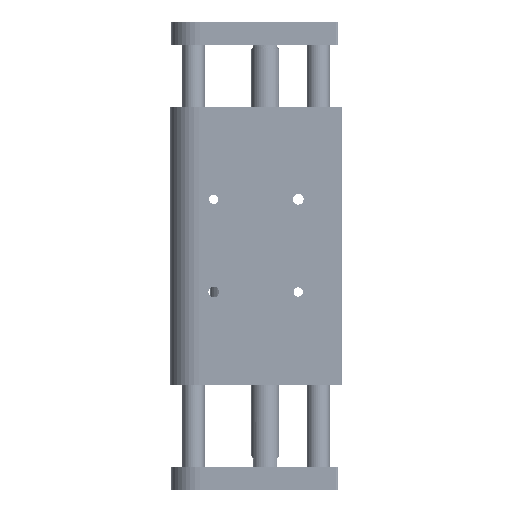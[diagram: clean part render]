
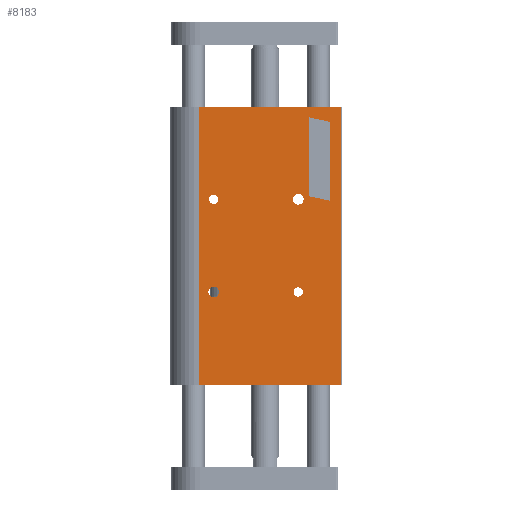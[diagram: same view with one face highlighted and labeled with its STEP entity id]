
A CAD part, left-side view. The second image highlights one B-rep face of the part: STEP entity #8183.
In plain terms, the highlighted planar face has unit normal (-1, 0, 0).
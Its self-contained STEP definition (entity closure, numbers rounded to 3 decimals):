
#177 = DIRECTION ( 'NONE',  ( 0., -0.978, -0.208 ) ) ;
#348 = CARTESIAN_POINT ( 'NONE',  ( -12.5, -27.939, 79.415 ) ) ;
#682 = CARTESIAN_POINT ( 'NONE',  ( -12.5, 28.5, 0. ) ) ;
#909 = CARTESIAN_POINT ( 'NONE',  ( -12.5, 28.5, 120. ) ) ;
#1144 = CARTESIAN_POINT ( 'NONE',  ( -12.5, 28.5, 120. ) ) ;
#2231 = ORIENTED_EDGE ( 'NONE', *, *, #82687, .T. ) ;
#3361 = VERTEX_POINT ( 'NONE', #62281 ) ;
#4521 = CIRCLE ( 'NONE', #74284, 2. ) ;
#4943 = CARTESIAN_POINT ( 'NONE',  ( -12.5, -14.25, 38. ) ) ;
#5066 = VERTEX_POINT ( 'NONE', #55276 ) ;
#5152 = CARTESIAN_POINT ( 'NONE',  ( -12.5, -18.955, 0. ) ) ;
#5826 = EDGE_CURVE ( 'NONE', #72692, #23255, #14489, .T. ) ;
#6429 = EDGE_CURVE ( 'NONE', #81682, #81682, #90139, .T. ) ;
#8183 = ADVANCED_FACE ( 'NONE', ( #72123, #29750, #36708, #16255, #43256, #51208 ), #37176, .F. ) ;
#9072 = VECTOR ( 'NONE', #19990, 1000. ) ;
#9881 = AXIS2_PLACEMENT_3D ( 'NONE', #29915, #65773, #23417 ) ;
#12497 = ORIENTED_EDGE ( 'NONE', *, *, #6429, .T. ) ;
#14489 = LINE ( 'NONE', #21943, #17237 ) ;
#16255 = FACE_BOUND ( 'NONE', #49938, .T. ) ;
#16296 = VECTOR ( 'NONE', #44792, 1000. ) ;
#17021 = CARTESIAN_POINT ( 'NONE',  ( -12.5, -32.5, 120. ) ) ;
#17237 = VECTOR ( 'NONE', #177, 1000. ) ;
#18763 = DIRECTION ( 'NONE',  ( 0., 0.978, 0.208 ) ) ;
#19990 = DIRECTION ( 'NONE',  ( 0., 0., 1. ) ) ;
#20427 = CARTESIAN_POINT ( 'NONE',  ( -12.5, 28.5, 120. ) ) ;
#20799 = EDGE_LOOP ( 'NONE', ( #91379, #40882, #68199, #48153 ) ) ;
#21943 = CARTESIAN_POINT ( 'NONE',  ( -12.5, -24.317, 114.21 ) ) ;
#22018 = DIRECTION ( 'NONE',  ( 0., 0., -1. ) ) ;
#22078 = VECTOR ( 'NONE', #77279, 1000. ) ;
#22152 = VERTEX_POINT ( 'NONE', #348 ) ;
#22819 = ORIENTED_EDGE ( 'NONE', *, *, #34571, .T. ) ;
#23107 = VERTEX_POINT ( 'NONE', #31471 ) ;
#23255 = VERTEX_POINT ( 'NONE', #80451 ) ;
#23417 = DIRECTION ( 'NONE',  ( 0., 0., 1. ) ) ;
#23450 = DIRECTION ( 'NONE',  ( -1., 0., 0. ) ) ;
#23851 = CARTESIAN_POINT ( 'NONE',  ( -12.5, 28.5, 0. ) ) ;
#26236 = DIRECTION ( 'NONE',  ( 0., 0., -1. ) ) ;
#26663 = CIRCLE ( 'NONE', #57806, 2.3 ) ;
#27521 = LINE ( 'NONE', #48485, #22078 ) ;
#28089 = CARTESIAN_POINT ( 'NONE',  ( -12.5, -18.955, 81.327 ) ) ;
#29750 = FACE_BOUND ( 'NONE', #70017, .T. ) ;
#29915 = CARTESIAN_POINT ( 'NONE',  ( -12.5, -14.25, 80. ) ) ;
#30329 = LINE ( 'NONE', #23851, #16296 ) ;
#31471 = CARTESIAN_POINT ( 'NONE',  ( -12.5, -14.25, 82.3 ) ) ;
#33017 = EDGE_LOOP ( 'NONE', ( #87736 ) ) ;
#34571 = EDGE_CURVE ( 'NONE', #23255, #22152, #72449, .T. ) ;
#36130 = DIRECTION ( 'NONE',  ( 0., 0., -1. ) ) ;
#36708 = FACE_BOUND ( 'NONE', #33017, .T. ) ;
#37023 = VECTOR ( 'NONE', #18763, 1000. ) ;
#37176 = PLANE ( 'NONE',  #74097 ) ;
#38322 = DIRECTION ( 'NONE',  ( 0., 0., 1. ) ) ;
#39978 = LINE ( 'NONE', #5152, #9072 ) ;
#40882 = ORIENTED_EDGE ( 'NONE', *, *, #77322, .T. ) ;
#43256 = FACE_OUTER_BOUND ( 'NONE', #20799, .T. ) ;
#43627 = VERTEX_POINT ( 'NONE', #55172 ) ;
#43836 = EDGE_CURVE ( 'NONE', #5066, #5066, #26663, .T. ) ;
#43930 = ORIENTED_EDGE ( 'NONE', *, *, #43992, .T. ) ;
#43992 = EDGE_CURVE ( 'NONE', #22152, #49152, #82509, .T. ) ;
#44750 = EDGE_CURVE ( 'NONE', #3361, #3361, #4521, .T. ) ;
#44792 = DIRECTION ( 'NONE',  ( 0., 1., 0. ) ) ;
#46046 = VERTEX_POINT ( 'NONE', #17021 ) ;
#46250 = CARTESIAN_POINT ( 'NONE',  ( -12.5, -17.378, 81.662 ) ) ;
#47112 = EDGE_LOOP ( 'NONE', ( #22819, #43930, #2231, #72396 ) ) ;
#47890 = VECTOR ( 'NONE', #36130, 1000. ) ;
#48153 = ORIENTED_EDGE ( 'NONE', *, *, #68873, .T. ) ;
#48485 = CARTESIAN_POINT ( 'NONE',  ( -12.5, -32.5, 0. ) ) ;
#49060 = ORIENTED_EDGE ( 'NONE', *, *, #44750, .T. ) ;
#49152 = VERTEX_POINT ( 'NONE', #28089 ) ;
#49938 = EDGE_LOOP ( 'NONE', ( #51224 ) ) ;
#50007 = CIRCLE ( 'NONE', #9881, 2.3 ) ;
#50371 = DIRECTION ( 'NONE',  ( 1., 0., 0. ) ) ;
#51208 = FACE_BOUND ( 'NONE', #47112, .T. ) ;
#51224 = ORIENTED_EDGE ( 'NONE', *, *, #54239, .F. ) ;
#53529 = VERTEX_POINT ( 'NONE', #682 ) ;
#54239 = EDGE_CURVE ( 'NONE', #23107, #23107, #50007, .T. ) ;
#55172 = CARTESIAN_POINT ( 'NONE',  ( -12.5, -32.5, 0. ) ) ;
#55276 = CARTESIAN_POINT ( 'NONE',  ( -12.5, 22.25, 42.3 ) ) ;
#57480 = AXIS2_PLACEMENT_3D ( 'NONE', #67230, #62529, #26236 ) ;
#57575 = CARTESIAN_POINT ( 'NONE',  ( -12.5, -27.939, 0. ) ) ;
#57652 = VECTOR ( 'NONE', #22018, 1000. ) ;
#57708 = DIRECTION ( 'NONE',  ( 0., 1., 0. ) ) ;
#57806 = AXIS2_PLACEMENT_3D ( 'NONE', #86701, #23450, #38322 ) ;
#58459 = CARTESIAN_POINT ( 'NONE',  ( -12.5, -18.955, 115.352 ) ) ;
#58723 = DIRECTION ( 'NONE',  ( 0., 0., -1. ) ) ;
#62281 = CARTESIAN_POINT ( 'NONE',  ( -12.5, 22.25, 78. ) ) ;
#62529 = DIRECTION ( 'NONE',  ( 1., 0., 0. ) ) ;
#65773 = DIRECTION ( 'NONE',  ( -1., 0., 0. ) ) ;
#67096 = VECTOR ( 'NONE', #77176, 1000. ) ;
#67230 = CARTESIAN_POINT ( 'NONE',  ( -12.5, -14.25, 40. ) ) ;
#68199 = ORIENTED_EDGE ( 'NONE', *, *, #82596, .T. ) ;
#68873 = EDGE_CURVE ( 'NONE', #89084, #53529, #72758, .T. ) ;
#70017 = EDGE_LOOP ( 'NONE', ( #12497 ) ) ;
#72123 = FACE_BOUND ( 'NONE', #79530, .T. ) ;
#72396 = ORIENTED_EDGE ( 'NONE', *, *, #5826, .T. ) ;
#72449 = LINE ( 'NONE', #57575, #47890 ) ;
#72692 = VERTEX_POINT ( 'NONE', #58459 ) ;
#72758 = LINE ( 'NONE', #1144, #57652 ) ;
#74097 = AXIS2_PLACEMENT_3D ( 'NONE', #85582, #78612, #57708 ) ;
#74284 = AXIS2_PLACEMENT_3D ( 'NONE', #79612, #50371, #58723 ) ;
#77176 = DIRECTION ( 'NONE',  ( 0., 1., 0. ) ) ;
#77279 = DIRECTION ( 'NONE',  ( 0., 0., 1. ) ) ;
#77322 = EDGE_CURVE ( 'NONE', #43627, #46046, #27521, .T. ) ;
#78364 = EDGE_CURVE ( 'NONE', #43627, #53529, #30329, .T. ) ;
#78612 = DIRECTION ( 'NONE',  ( 1., 0., 0. ) ) ;
#79530 = EDGE_LOOP ( 'NONE', ( #49060 ) ) ;
#79612 = CARTESIAN_POINT ( 'NONE',  ( -12.5, 22.25, 80. ) ) ;
#80451 = CARTESIAN_POINT ( 'NONE',  ( -12.5, -27.939, 113.439 ) ) ;
#81682 = VERTEX_POINT ( 'NONE', #4943 ) ;
#82509 = LINE ( 'NONE', #46250, #37023 ) ;
#82596 = EDGE_CURVE ( 'NONE', #46046, #89084, #90222, .T. ) ;
#82687 = EDGE_CURVE ( 'NONE', #49152, #72692, #39978, .T. ) ;
#85582 = CARTESIAN_POINT ( 'NONE',  ( -12.5, 28.5, 0. ) ) ;
#86701 = CARTESIAN_POINT ( 'NONE',  ( -12.5, 22.25, 40. ) ) ;
#87736 = ORIENTED_EDGE ( 'NONE', *, *, #43836, .F. ) ;
#89084 = VERTEX_POINT ( 'NONE', #909 ) ;
#90139 = CIRCLE ( 'NONE', #57480, 2. ) ;
#90222 = LINE ( 'NONE', #20427, #67096 ) ;
#91379 = ORIENTED_EDGE ( 'NONE', *, *, #78364, .F. ) ;
